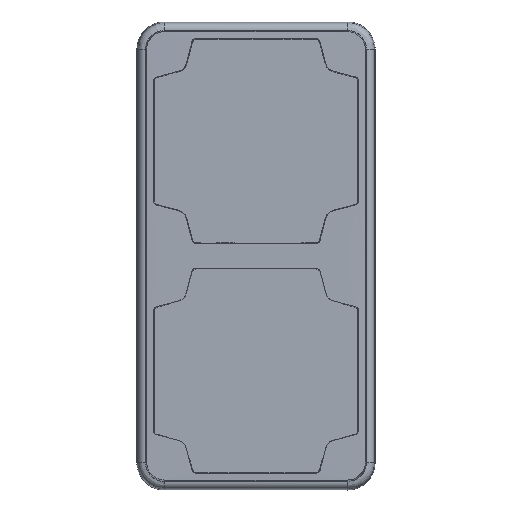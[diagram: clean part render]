
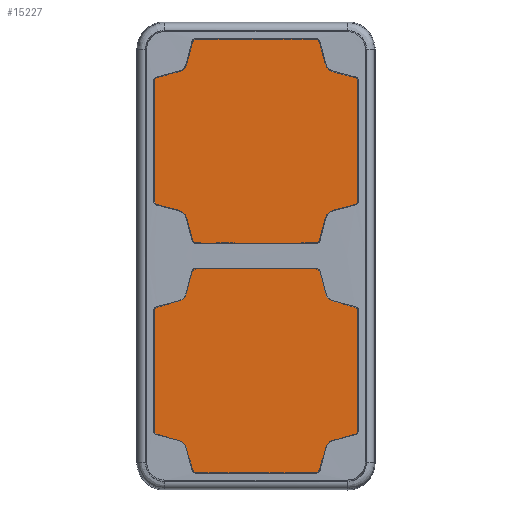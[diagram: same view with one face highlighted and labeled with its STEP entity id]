
A CAD part, top view. The second image highlights one B-rep face of the part: STEP entity #15227.
In plain terms, the highlighted planar face has unit normal (0, 0, 1).
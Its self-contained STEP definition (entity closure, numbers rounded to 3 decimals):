
#15107=AXIS2_PLACEMENT_3D('Plane Axis2P3D',#15104,#15105,#15106) ;
#15104=CARTESIAN_POINT('Axis2P3D Location',(0.,47.25,-31.411)) ;
#15109=CARTESIAN_POINT('Line Origine',(-45.,89.625,-31.411)) ;
#15113=CARTESIAN_POINT('Vertex',(-45.,132.,-31.411)) ;
#15115=CARTESIAN_POINT('Vertex',(-45.,47.25,-31.411)) ;
#15118=CARTESIAN_POINT('Line Origine',(-45.,4.875,-31.411)) ;
#15122=CARTESIAN_POINT('Vertex',(-45.,-37.5,-31.411)) ;
#15126=CARTESIAN_POINT('Control Point',(-45.,-37.5,-31.411)) ;
#15127=CARTESIAN_POINT('Control Point',(-45.,-38.446,-31.411)) ;
#15128=CARTESIAN_POINT('Control Point',(-44.851,-39.391,-31.411)) ;
#15129=CARTESIAN_POINT('Control Point',(-44.553,-40.305,-31.411)) ;
#15130=CARTESIAN_POINT('Control Point',(-43.68,-42.008,-31.411)) ;
#15131=CARTESIAN_POINT('Control Point',(-42.325,-43.36,-31.411)) ;
#15132=CARTESIAN_POINT('Control Point',(-41.545,-43.923,-31.411)) ;
#15133=CARTESIAN_POINT('Control Point',(-40.269,-44.565,-31.411)) ;
#15134=CARTESIAN_POINT('Control Point',(-38.892,-44.892,-31.411)) ;
#15135=CARTESIAN_POINT('Control Point',(-38.431,-44.964,-31.411)) ;
#15136=CARTESIAN_POINT('Control Point',(-37.965,-45.,-31.411)) ;
#15137=CARTESIAN_POINT('Control Point',(-37.5,-45.,-31.411)) ;
#15138=CARTESIAN_POINT('Vertex',(-37.5,-45.,-31.411)) ;
#15141=CARTESIAN_POINT('Line Origine',(0.,-45.,-31.411)) ;
#15145=CARTESIAN_POINT('Vertex',(37.5,-45.,-31.411)) ;
#15149=CARTESIAN_POINT('Control Point',(37.5,-45.,-31.411)) ;
#15150=CARTESIAN_POINT('Control Point',(38.446,-45.,-31.411)) ;
#15151=CARTESIAN_POINT('Control Point',(39.391,-44.851,-31.411)) ;
#15152=CARTESIAN_POINT('Control Point',(40.305,-44.553,-31.411)) ;
#15153=CARTESIAN_POINT('Control Point',(42.008,-43.68,-31.411)) ;
#15154=CARTESIAN_POINT('Control Point',(43.36,-42.325,-31.411)) ;
#15155=CARTESIAN_POINT('Control Point',(43.923,-41.545,-31.411)) ;
#15156=CARTESIAN_POINT('Control Point',(44.565,-40.269,-31.411)) ;
#15157=CARTESIAN_POINT('Control Point',(44.892,-38.892,-31.411)) ;
#15158=CARTESIAN_POINT('Control Point',(44.964,-38.431,-31.411)) ;
#15159=CARTESIAN_POINT('Control Point',(45.,-37.965,-31.411)) ;
#15160=CARTESIAN_POINT('Control Point',(45.,-37.5,-31.411)) ;
#15161=CARTESIAN_POINT('Vertex',(45.,-37.5,-31.411)) ;
#15164=CARTESIAN_POINT('Line Origine',(45.,4.875,-31.411)) ;
#15168=CARTESIAN_POINT('Vertex',(45.,47.25,-31.411)) ;
#15171=CARTESIAN_POINT('Line Origine',(45.,89.625,-31.411)) ;
#15175=CARTESIAN_POINT('Vertex',(45.,132.,-31.411)) ;
#15179=CARTESIAN_POINT('Control Point',(45.,132.,-31.411)) ;
#15180=CARTESIAN_POINT('Control Point',(45.,132.946,-31.411)) ;
#15181=CARTESIAN_POINT('Control Point',(44.851,133.891,-31.411)) ;
#15182=CARTESIAN_POINT('Control Point',(44.553,134.805,-31.411)) ;
#15183=CARTESIAN_POINT('Control Point',(43.68,136.508,-31.411)) ;
#15184=CARTESIAN_POINT('Control Point',(42.325,137.86,-31.411)) ;
#15185=CARTESIAN_POINT('Control Point',(41.545,138.423,-31.411)) ;
#15186=CARTESIAN_POINT('Control Point',(40.269,139.065,-31.411)) ;
#15187=CARTESIAN_POINT('Control Point',(38.892,139.392,-31.411)) ;
#15188=CARTESIAN_POINT('Control Point',(38.431,139.464,-31.411)) ;
#15189=CARTESIAN_POINT('Control Point',(37.965,139.5,-31.411)) ;
#15190=CARTESIAN_POINT('Control Point',(37.5,139.5,-31.411)) ;
#15191=CARTESIAN_POINT('Vertex',(37.5,139.5,-31.411)) ;
#15194=CARTESIAN_POINT('Line Origine',(0.,139.5,-31.411)) ;
#15198=CARTESIAN_POINT('Vertex',(-37.5,139.5,-31.411)) ;
#15202=CARTESIAN_POINT('Control Point',(-37.5,139.5,-31.411)) ;
#15203=CARTESIAN_POINT('Control Point',(-38.446,139.5,-31.411)) ;
#15204=CARTESIAN_POINT('Control Point',(-39.391,139.351,-31.411)) ;
#15205=CARTESIAN_POINT('Control Point',(-40.305,139.053,-31.411)) ;
#15206=CARTESIAN_POINT('Control Point',(-42.008,138.18,-31.411)) ;
#15207=CARTESIAN_POINT('Control Point',(-43.36,136.825,-31.411)) ;
#15208=CARTESIAN_POINT('Control Point',(-43.923,136.045,-31.411)) ;
#15209=CARTESIAN_POINT('Control Point',(-44.565,134.769,-31.411)) ;
#15210=CARTESIAN_POINT('Control Point',(-44.892,133.392,-31.411)) ;
#15211=CARTESIAN_POINT('Control Point',(-44.964,132.931,-31.411)) ;
#15212=CARTESIAN_POINT('Control Point',(-45.,132.465,-31.411)) ;
#15213=CARTESIAN_POINT('Control Point',(-45.,132.,-31.411)) ;
#15105=DIRECTION('Axis2P3D Direction',(0.,-0.,1.)) ;
#15106=DIRECTION('Axis2P3D XDirection',(0.,1.,0.)) ;
#15110=DIRECTION('Vector Direction',(0.,-1.,0.)) ;
#15119=DIRECTION('Vector Direction',(0.,1.,0.)) ;
#15142=DIRECTION('Vector Direction',(1.,0.,0.)) ;
#15165=DIRECTION('Vector Direction',(0.,1.,0.)) ;
#15172=DIRECTION('Vector Direction',(0.,-1.,0.)) ;
#15195=DIRECTION('Vector Direction',(1.,0.,0.)) ;
#15111=VECTOR('Line Direction',#15110,1.) ;
#15120=VECTOR('Line Direction',#15119,1.) ;
#15143=VECTOR('Line Direction',#15142,1.) ;
#15166=VECTOR('Line Direction',#15165,1.) ;
#15173=VECTOR('Line Direction',#15172,1.) ;
#15196=VECTOR('Line Direction',#15195,1.) ;
#15216=ORIENTED_EDGE('',*,*,#15117,.T.) ;
#15217=ORIENTED_EDGE('',*,*,#15124,.F.) ;
#15218=ORIENTED_EDGE('',*,*,#15140,.T.) ;
#15219=ORIENTED_EDGE('',*,*,#15147,.T.) ;
#15220=ORIENTED_EDGE('',*,*,#15163,.T.) ;
#15221=ORIENTED_EDGE('',*,*,#15170,.T.) ;
#15222=ORIENTED_EDGE('',*,*,#15177,.F.) ;
#15223=ORIENTED_EDGE('',*,*,#15193,.T.) ;
#15224=ORIENTED_EDGE('',*,*,#15200,.F.) ;
#15225=ORIENTED_EDGE('',*,*,#15214,.T.) ;
#15227=ADVANCED_FACE('Surface.113',(#15226),#15108,.T.) ;
#15125=B_SPLINE_CURVE_WITH_KNOTS('',5,(#15126,#15127,#15128,#15129,#15130,#15131,#15132,#15133,#15134,#15135,#15136,#15137),.UNSPECIFIED.,.F.,.U.,(6,3,3,6),(0.,8.186,16.376,20.405),.UNSPECIFIED.) ;
#15148=B_SPLINE_CURVE_WITH_KNOTS('',5,(#15149,#15150,#15151,#15152,#15153,#15154,#15155,#15156,#15157,#15158,#15159,#15160),.UNSPECIFIED.,.F.,.U.,(6,3,3,6),(0.,8.186,16.376,20.405),.UNSPECIFIED.) ;
#15178=B_SPLINE_CURVE_WITH_KNOTS('',5,(#15179,#15180,#15181,#15182,#15183,#15184,#15185,#15186,#15187,#15188,#15189,#15190),.UNSPECIFIED.,.F.,.U.,(6,3,3,6),(0.,8.186,16.376,20.405),.UNSPECIFIED.) ;
#15201=B_SPLINE_CURVE_WITH_KNOTS('',5,(#15202,#15203,#15204,#15205,#15206,#15207,#15208,#15209,#15210,#15211,#15212,#15213),.UNSPECIFIED.,.F.,.U.,(6,3,3,6),(0.,8.186,16.376,20.405),.UNSPECIFIED.) ;
#15117=EDGE_CURVE('',#15114,#15116,#15112,.T.) ;
#15124=EDGE_CURVE('',#15123,#15116,#15121,.T.) ;
#15140=EDGE_CURVE('',#15123,#15139,#15125,.T.) ;
#15147=EDGE_CURVE('',#15139,#15146,#15144,.T.) ;
#15163=EDGE_CURVE('',#15146,#15162,#15148,.T.) ;
#15170=EDGE_CURVE('',#15162,#15169,#15167,.T.) ;
#15177=EDGE_CURVE('',#15176,#15169,#15174,.T.) ;
#15193=EDGE_CURVE('',#15176,#15192,#15178,.T.) ;
#15200=EDGE_CURVE('',#15199,#15192,#15197,.T.) ;
#15214=EDGE_CURVE('',#15199,#15114,#15201,.T.) ;
#15215=EDGE_LOOP('',(#15216,#15217,#15218,#15219,#15220,#15221,#15222,#15223,#15224,#15225)) ;
#15226=FACE_OUTER_BOUND('',#15215,.T.) ;
#15112=LINE('Line',#15109,#15111) ;
#15121=LINE('Line',#15118,#15120) ;
#15144=LINE('Line',#15141,#15143) ;
#15167=LINE('Line',#15164,#15166) ;
#15174=LINE('Line',#15171,#15173) ;
#15197=LINE('Line',#15194,#15196) ;
#15108=PLANE('',#15107) ;
#15114=VERTEX_POINT('',#15113) ;
#15116=VERTEX_POINT('',#15115) ;
#15123=VERTEX_POINT('',#15122) ;
#15139=VERTEX_POINT('',#15138) ;
#15146=VERTEX_POINT('',#15145) ;
#15162=VERTEX_POINT('',#15161) ;
#15169=VERTEX_POINT('',#15168) ;
#15176=VERTEX_POINT('',#15175) ;
#15192=VERTEX_POINT('',#15191) ;
#15199=VERTEX_POINT('',#15198) ;
